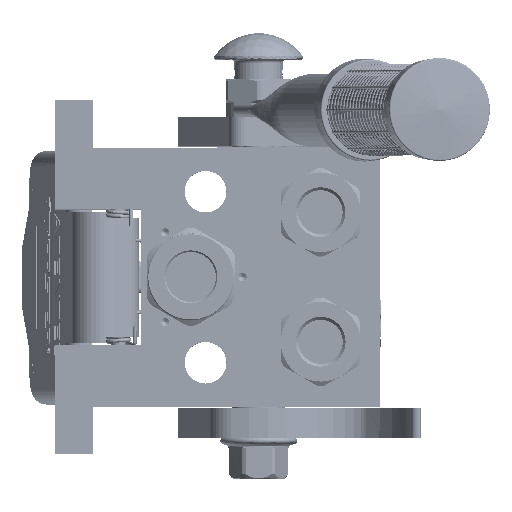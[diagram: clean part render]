
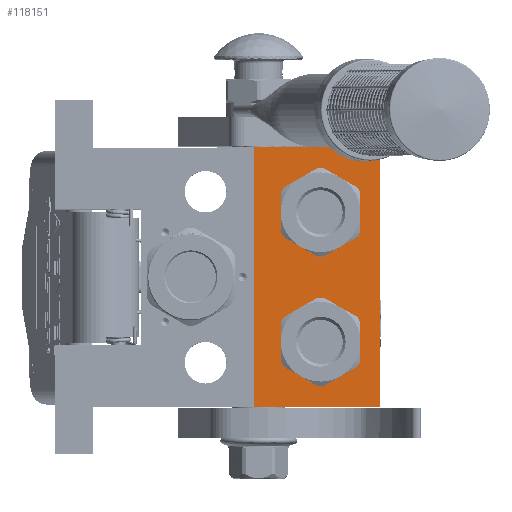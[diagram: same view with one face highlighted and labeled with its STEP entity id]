
A CAD part, top view. The second image highlights one B-rep face of the part: STEP entity #118151.
In plain terms, the highlighted face is planar.
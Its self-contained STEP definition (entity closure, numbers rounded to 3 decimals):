
#3260 = LINE ( 'NONE', #177909, #71995 ) ;
#8794 = VERTEX_POINT ( 'NONE', #32233 ) ;
#14407 = EDGE_LOOP ( 'NONE', ( #161415, #88388 ) ) ;
#16982 = LINE ( 'NONE', #53387, #147015 ) ;
#20986 = CARTESIAN_POINT ( 'NONE',  ( -44., 8.9, -42.5 ) ) ;
#22695 = ORIENTED_EDGE ( 'NONE', *, *, #43284, .T. ) ;
#24907 = DIRECTION ( 'NONE',  ( 0., -1., 0. ) ) ;
#30058 = AXIS2_PLACEMENT_3D ( 'NONE', #59902, #109853, #46140 ) ;
#32233 = CARTESIAN_POINT ( 'NONE',  ( -22., 8.9, -32.15 ) ) ;
#32312 = ORIENTED_EDGE ( 'NONE', *, *, #197839, .F. ) ;
#35187 = CIRCLE ( 'NONE', #30058, 12.15 ) ;
#36673 = CARTESIAN_POINT ( 'NONE',  ( 44., 8.9, 0. ) ) ;
#38675 = DIRECTION ( 'NONE',  ( 1., 0., 0. ) ) ;
#43284 = EDGE_CURVE ( 'NONE', #169684, #64947, #121270, .T. ) ;
#44650 = AXIS2_PLACEMENT_3D ( 'NONE', #73841, #57970, #152612 ) ;
#46140 = DIRECTION ( 'NONE',  ( 0., 0., 1. ) ) ;
#46705 = EDGE_CURVE ( 'NONE', #192540, #183440, #35187, .T. ) ;
#49581 = EDGE_LOOP ( 'NONE', ( #51116, #136046 ) ) ;
#51116 = ORIENTED_EDGE ( 'NONE', *, *, #154699, .F. ) ;
#52006 = CARTESIAN_POINT ( 'NONE',  ( 44., 8.9, -42.5 ) ) ;
#53387 = CARTESIAN_POINT ( 'NONE',  ( -44., 8.9, 0. ) ) ;
#53738 = ORIENTED_EDGE ( 'NONE', *, *, #104210, .T. ) ;
#57970 = DIRECTION ( 'NONE',  ( 0., -1., 0. ) ) ;
#58824 = VERTEX_POINT ( 'NONE', #152665 ) ;
#59902 = CARTESIAN_POINT ( 'NONE',  ( 22., 8.9, -20. ) ) ;
#64405 = AXIS2_PLACEMENT_3D ( 'NONE', #150370, #24907, #103720 ) ;
#64947 = VERTEX_POINT ( 'NONE', #20986 ) ;
#66304 = LINE ( 'NONE', #128756, #191414 ) ;
#70007 = VERTEX_POINT ( 'NONE', #52006 ) ;
#71995 = VECTOR ( 'NONE', #38675, 1000. ) ;
#73841 = CARTESIAN_POINT ( 'NONE',  ( -22., 8.9, -20. ) ) ;
#79638 = VECTOR ( 'NONE', #127401, 1000. ) ;
#82170 = DIRECTION ( 'NONE',  ( 0., 0., -1. ) ) ;
#88388 = ORIENTED_EDGE ( 'NONE', *, *, #150088, .F. ) ;
#94647 = EDGE_CURVE ( 'NONE', #8794, #58824, #163025, .T. ) ;
#101312 = CARTESIAN_POINT ( 'NONE',  ( 22., 8.9, -32.15 ) ) ;
#103720 = DIRECTION ( 'NONE',  ( 0., 0., 1. ) ) ;
#104210 = EDGE_CURVE ( 'NONE', #64947, #70007, #3260, .T. ) ;
#109853 = DIRECTION ( 'NONE',  ( 0., -1., 0. ) ) ;
#118151 = ADVANCED_FACE ( 'NONE', ( #169596, #149829, #176906 ), #147385, .T. ) ;
#120080 = AXIS2_PLACEMENT_3D ( 'NONE', #169043, #122409, #136840 ) ;
#120944 = ORIENTED_EDGE ( 'NONE', *, *, #163866, .F. ) ;
#121270 = LINE ( 'NONE', #158932, #79638 ) ;
#122409 = DIRECTION ( 'NONE',  ( 0., -1., 0. ) ) ;
#127401 = DIRECTION ( 'NONE',  ( 0., 0., -1. ) ) ;
#128756 = CARTESIAN_POINT ( 'NONE',  ( 44., 8.9, 0. ) ) ;
#131545 = DIRECTION ( 'NONE',  ( 1., 0., 0. ) ) ;
#135490 = CARTESIAN_POINT ( 'NONE',  ( 22., 8.9, -7.85 ) ) ;
#136046 = ORIENTED_EDGE ( 'NONE', *, *, #46705, .F. ) ;
#136840 = DIRECTION ( 'NONE',  ( 0., 0., -1. ) ) ;
#138601 = EDGE_LOOP ( 'NONE', ( #22695, #53738, #120944, #32312 ) ) ;
#146713 = DIRECTION ( 'NONE',  ( 1., 0., 0. ) ) ;
#147015 = VECTOR ( 'NONE', #131545, 1000. ) ;
#147385 = PLANE ( 'NONE',  #162271 ) ;
#149829 = FACE_BOUND ( 'NONE', #14407, .T. ) ;
#150088 = EDGE_CURVE ( 'NONE', #58824, #8794, #159851, .T. ) ;
#150370 = CARTESIAN_POINT ( 'NONE',  ( -22., 8.9, -20. ) ) ;
#151453 = CIRCLE ( 'NONE', #120080, 12.15 ) ;
#152612 = DIRECTION ( 'NONE',  ( 0., 0., -1. ) ) ;
#152665 = CARTESIAN_POINT ( 'NONE',  ( -22., 8.9, -7.85 ) ) ;
#154699 = EDGE_CURVE ( 'NONE', #183440, #192540, #151453, .T. ) ;
#158932 = CARTESIAN_POINT ( 'NONE',  ( -44., 8.9, 0. ) ) ;
#159851 = CIRCLE ( 'NONE', #64405, 12.15 ) ;
#160458 = CARTESIAN_POINT ( 'NONE',  ( 0., 8.9, 0. ) ) ;
#161415 = ORIENTED_EDGE ( 'NONE', *, *, #94647, .F. ) ;
#161789 = DIRECTION ( 'NONE',  ( 0., -1., 0. ) ) ;
#162271 = AXIS2_PLACEMENT_3D ( 'NONE', #160458, #161789, #146713 ) ;
#163025 = CIRCLE ( 'NONE', #44650, 12.15 ) ;
#163866 = EDGE_CURVE ( 'NONE', #179892, #70007, #66304, .T. ) ;
#169043 = CARTESIAN_POINT ( 'NONE',  ( 22., 8.9, -20. ) ) ;
#169596 = FACE_BOUND ( 'NONE', #49581, .T. ) ;
#169684 = VERTEX_POINT ( 'NONE', #170435 ) ;
#170435 = CARTESIAN_POINT ( 'NONE',  ( -44., 8.9, 0. ) ) ;
#176906 = FACE_OUTER_BOUND ( 'NONE', #138601, .T. ) ;
#177909 = CARTESIAN_POINT ( 'NONE',  ( -44., 8.9, -42.5 ) ) ;
#179892 = VERTEX_POINT ( 'NONE', #36673 ) ;
#183440 = VERTEX_POINT ( 'NONE', #101312 ) ;
#191414 = VECTOR ( 'NONE', #82170, 1000. ) ;
#192540 = VERTEX_POINT ( 'NONE', #135490 ) ;
#197839 = EDGE_CURVE ( 'NONE', #169684, #179892, #16982, .T. ) ;
